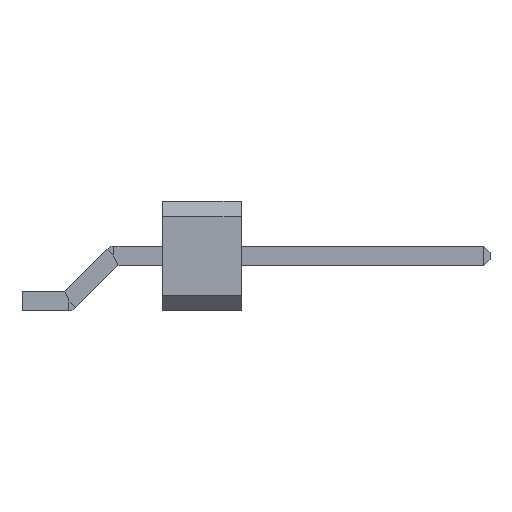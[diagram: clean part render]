
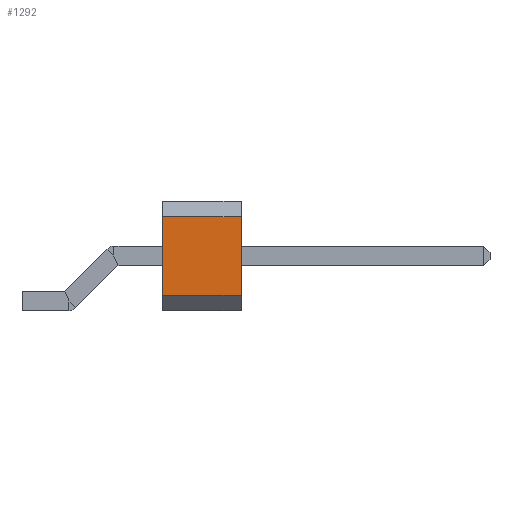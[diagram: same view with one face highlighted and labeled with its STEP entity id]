
A CAD part, front view. The second image highlights one B-rep face of the part: STEP entity #1292.
In plain terms, the highlighted planar face has unit normal (0, -1, 0).
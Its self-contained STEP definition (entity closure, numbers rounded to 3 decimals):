
#1121 = VERTEX_POINT('',#1122);
#1122 = CARTESIAN_POINT('',(3.808,-1.27,3.06));
#1128 = EDGE_CURVE('',#1121,#1129,#1131,.T.);
#1129 = VERTEX_POINT('',#1130);
#1130 = CARTESIAN_POINT('',(3.808,-1.27,0.5));
#1131 = LINE('',#1132,#1133);
#1132 = CARTESIAN_POINT('',(3.808,-1.27,3.56));
#1133 = VECTOR('',#1134,1.);
#1134 = DIRECTION('',(0.,0.,-1.));
#1209 = VERTEX_POINT('',#1210);
#1210 = CARTESIAN_POINT('',(6.348,-1.27,3.06));
#1216 = EDGE_CURVE('',#1121,#1209,#1217,.T.);
#1217 = LINE('',#1218,#1219);
#1218 = CARTESIAN_POINT('',(3.808,-1.27,3.06));
#1219 = VECTOR('',#1220,1.);
#1220 = DIRECTION('',(1.,0.,0.));
#1232 = EDGE_CURVE('',#1209,#1233,#1235,.T.);
#1233 = VERTEX_POINT('',#1234);
#1234 = CARTESIAN_POINT('',(6.348,-1.27,0.5));
#1235 = LINE('',#1236,#1237);
#1236 = CARTESIAN_POINT('',(6.348,-1.27,3.56));
#1237 = VECTOR('',#1238,1.);
#1238 = DIRECTION('',(0.,0.,-1.));
#1292 = ADVANCED_FACE('',(#1293),#1304,.F.);
#1293 = FACE_BOUND('',#1294,.F.);
#1294 = EDGE_LOOP('',(#1295,#1296,#1297,#1298));
#1295 = ORIENTED_EDGE('',*,*,#1128,.F.);
#1296 = ORIENTED_EDGE('',*,*,#1216,.T.);
#1297 = ORIENTED_EDGE('',*,*,#1232,.T.);
#1298 = ORIENTED_EDGE('',*,*,#1299,.F.);
#1299 = EDGE_CURVE('',#1129,#1233,#1300,.T.);
#1300 = LINE('',#1301,#1302);
#1301 = CARTESIAN_POINT('',(3.808,-1.27,0.5));
#1302 = VECTOR('',#1303,1.);
#1303 = DIRECTION('',(1.,0.,0.));
#1304 = PLANE('',#1305);
#1305 = AXIS2_PLACEMENT_3D('',#1306,#1307,#1308);
#1306 = CARTESIAN_POINT('',(3.808,-1.27,3.56));
#1307 = DIRECTION('',(0.,1.,0.));
#1308 = DIRECTION('',(0.,0.,-1.));
